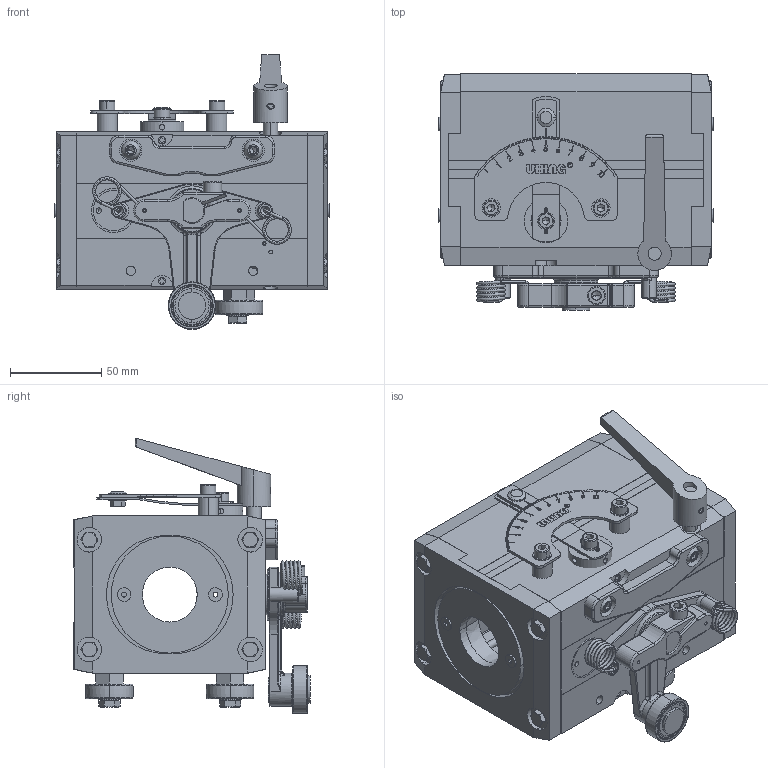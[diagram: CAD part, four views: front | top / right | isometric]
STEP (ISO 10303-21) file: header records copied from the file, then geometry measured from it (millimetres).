
FILE_DESCRIPTION (( 'STEP AP214' ), '1' );
FILE_NAME ('RG3-30-2MCRF Drehrichtung links.STEP', '2019-10-18T05:02:26', ( '' ), ( '' ), 'SwSTEP 2.0', 'SolidWorks 2019', '' );
FILE_SCHEMA (( 'AUTOMOTIVE_DESIGN' ));
Length unit declared in the file: millimetre
Products named in the file (1): RG3-30-2MCRF Drehrichtung links
Bounding box: 150 x 129.3 x 150.33 mm (x, y, z)
Volume: 645904.7 mm3; surface area: 272455.7 mm2
Topology: 101 solids, 101 shells, 3851 faces, 9861 edges, 6209 vertices
Faces by surface type: plane 1756, cylinder 1274, cone 447, bspline 167, torus 141, sphere 66
Entity records: 170122 total; most frequent: CARTESIAN_POINT 33549, DIRECTION 19547, ORIENTED_EDGE 19426, EDGE_CURVE 9713, AXIS2_PLACEMENT_3D 7152, VERTEX_POINT 6204, VECTOR 5243, LINE 5243
